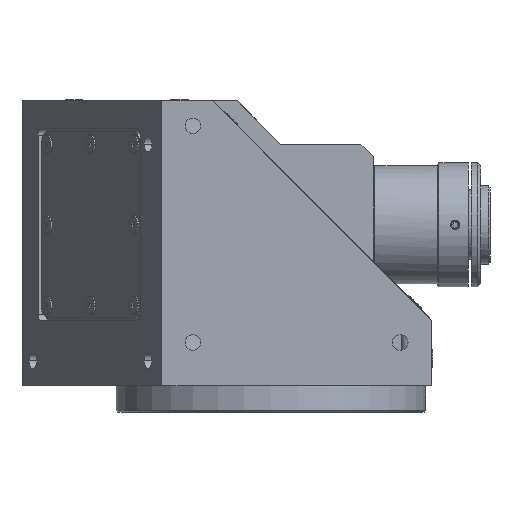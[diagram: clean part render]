
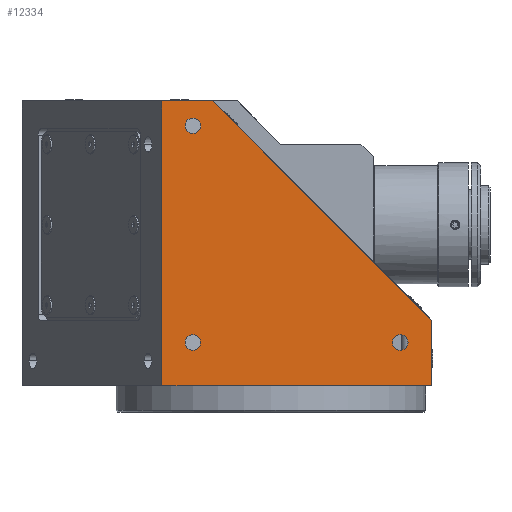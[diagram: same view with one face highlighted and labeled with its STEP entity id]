
A CAD part, front view. The second image highlights one B-rep face of the part: STEP entity #12334.
In plain terms, the highlighted planar face has unit normal (0, -1, 0).
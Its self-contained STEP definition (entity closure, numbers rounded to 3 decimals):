
#132 = VERTEX_POINT ( 'NONE', #12586 ) ;
#191 = EDGE_CURVE ( 'NONE', #132, #2264, #3589, .T. ) ;
#296 = VECTOR ( 'NONE', #3317, 1000. ) ;
#317 = DIRECTION ( 'NONE',  ( 0., 0., -1. ) ) ;
#379 = DIRECTION ( 'NONE',  ( 0., 0., -1. ) ) ;
#408 = DIRECTION ( 'NONE',  ( 0., 0., -1. ) ) ;
#525 = FACE_BOUND ( 'NONE', #8110, .T. ) ;
#623 = CARTESIAN_POINT ( 'NONE',  ( -25.185, -52., 274.192 ) ) ;
#630 = DIRECTION ( 'NONE',  ( 0., -1., 0. ) ) ;
#676 = ORIENTED_EDGE ( 'NONE', *, *, #3578, .F. ) ;
#1131 = CARTESIAN_POINT ( 'NONE',  ( -35.185, -52., 180.192 ) ) ;
#1191 = AXIS2_PLACEMENT_3D ( 'NONE', #12646, #2640, #379 ) ;
#1550 = PLANE ( 'NONE',  #1191 ) ;
#1683 = CIRCLE ( 'NONE', #3526, 2.5 ) ;
#1727 = CARTESIAN_POINT ( 'NONE',  ( 41.815, -52., 204.192 ) ) ;
#1992 = VERTEX_POINT ( 'NONE', #12688 ) ;
#2002 = EDGE_CURVE ( 'NONE', #1992, #2264, #10509, .T. ) ;
#2112 = EDGE_CURVE ( 'NONE', #2569, #9240, #8261, .T. ) ;
#2186 = EDGE_CURVE ( 'NONE', #9240, #2569, #6159, .T. ) ;
#2264 = VERTEX_POINT ( 'NONE', #6635 ) ;
#2402 = DIRECTION ( 'NONE',  ( 0., -1., 0. ) ) ;
#2403 = AXIS2_PLACEMENT_3D ( 'NONE', #12344, #2402, #4726 ) ;
#2460 = EDGE_LOOP ( 'NONE', ( #3860, #10116 ) ) ;
#2559 = VERTEX_POINT ( 'NONE', #4029 ) ;
#2569 = VERTEX_POINT ( 'NONE', #10863 ) ;
#2640 = DIRECTION ( 'NONE',  ( 0., -1., 0. ) ) ;
#2748 = ORIENTED_EDGE ( 'NONE', *, *, #10978, .T. ) ;
#2895 = DIRECTION ( 'NONE',  ( 1., 0., 0. ) ) ;
#3168 = CARTESIAN_POINT ( 'NONE',  ( -35.185, -52., 190.192 ) ) ;
#3317 = DIRECTION ( 'NONE',  ( 0., 0., 1. ) ) ;
#3526 = AXIS2_PLACEMENT_3D ( 'NONE', #1727, #630, #408 ) ;
#3578 = EDGE_CURVE ( 'NONE', #2559, #4115, #7708, .T. ) ;
#3589 = LINE ( 'NONE', #8150, #11452 ) ;
#3860 = ORIENTED_EDGE ( 'NONE', *, *, #2186, .F. ) ;
#4029 = CARTESIAN_POINT ( 'NONE',  ( -25.185, -52., 271.692 ) ) ;
#4115 = VERTEX_POINT ( 'NONE', #10915 ) ;
#4171 = CARTESIAN_POINT ( 'NONE',  ( 41.815, -52., 201.692 ) ) ;
#4198 = DIRECTION ( 'NONE',  ( 0., -1., 0. ) ) ;
#4267 = DIRECTION ( 'NONE',  ( 0., -1., 0. ) ) ;
#4315 = DIRECTION ( 'NONE',  ( 1., 0., 0. ) ) ;
#4726 = DIRECTION ( 'NONE',  ( 0., 0., -1. ) ) ;
#4734 = DIRECTION ( 'NONE',  ( 0., 0., 1. ) ) ;
#5238 = VERTEX_POINT ( 'NONE', #7163 ) ;
#5394 = LINE ( 'NONE', #3168, #13817 ) ;
#5862 = AXIS2_PLACEMENT_3D ( 'NONE', #623, #11653, #13986 ) ;
#6071 = EDGE_LOOP ( 'NONE', ( #2748, #10320, #7933, #13338, #9665 ) ) ;
#6159 = CIRCLE ( 'NONE', #9882, 2.5 ) ;
#6285 = DIRECTION ( 'NONE',  ( 0., 0., -1. ) ) ;
#6361 = CARTESIAN_POINT ( 'NONE',  ( -25.185, -52., 204.192 ) ) ;
#6613 = CARTESIAN_POINT ( 'NONE',  ( 52., -52., 180.192 ) ) ;
#6635 = CARTESIAN_POINT ( 'NONE',  ( -18.787, -52., 282.192 ) ) ;
#7024 = VERTEX_POINT ( 'NONE', #11869 ) ;
#7127 = FACE_OUTER_BOUND ( 'NONE', #6071, .T. ) ;
#7163 = CARTESIAN_POINT ( 'NONE',  ( -35.185, -52., 190.192 ) ) ;
#7708 = CIRCLE ( 'NONE', #5862, 2.5 ) ;
#7933 = ORIENTED_EDGE ( 'NONE', *, *, #2002, .F. ) ;
#8110 = EDGE_LOOP ( 'NONE', ( #676, #8899 ) ) ;
#8150 = CARTESIAN_POINT ( 'NONE',  ( -18.787, -52., 282.192 ) ) ;
#8166 = CARTESIAN_POINT ( 'NONE',  ( -25.185, -52., 201.692 ) ) ;
#8261 = CIRCLE ( 'NONE', #11736, 2.5 ) ;
#8348 = ORIENTED_EDGE ( 'NONE', *, *, #9215, .F. ) ;
#8658 = CIRCLE ( 'NONE', #2403, 2.5 ) ;
#8899 = ORIENTED_EDGE ( 'NONE', *, *, #13866, .F. ) ;
#9028 = CARTESIAN_POINT ( 'NONE',  ( 41.815, -52., 204.192 ) ) ;
#9215 = EDGE_CURVE ( 'NONE', #9676, #7024, #1683, .T. ) ;
#9240 = VERTEX_POINT ( 'NONE', #8166 ) ;
#9665 = ORIENTED_EDGE ( 'NONE', *, *, #10877, .T. ) ;
#9676 = VERTEX_POINT ( 'NONE', #4171 ) ;
#9812 = CARTESIAN_POINT ( 'NONE',  ( 52., -52., 190.192 ) ) ;
#9882 = AXIS2_PLACEMENT_3D ( 'NONE', #6361, #4198, #10809 ) ;
#10116 = ORIENTED_EDGE ( 'NONE', *, *, #2112, .F. ) ;
#10320 = ORIENTED_EDGE ( 'NONE', *, *, #191, .T. ) ;
#10509 = LINE ( 'NONE', #12615, #10578 ) ;
#10578 = VECTOR ( 'NONE', #2895, 1000. ) ;
#10677 = EDGE_CURVE ( 'NONE', #7024, #9676, #12402, .T. ) ;
#10784 = LINE ( 'NONE', #6613, #11724 ) ;
#10809 = DIRECTION ( 'NONE',  ( 0., 0., -1. ) ) ;
#10863 = CARTESIAN_POINT ( 'NONE',  ( -25.185, -52., 206.692 ) ) ;
#10877 = EDGE_CURVE ( 'NONE', #5238, #11285, #5394, .T. ) ;
#10915 = CARTESIAN_POINT ( 'NONE',  ( -25.185, -52., 276.692 ) ) ;
#10978 = EDGE_CURVE ( 'NONE', #11285, #132, #10784, .T. ) ;
#11001 = EDGE_LOOP ( 'NONE', ( #8348, #14279 ) ) ;
#11085 = LINE ( 'NONE', #1131, #296 ) ;
#11136 = DIRECTION ( 'NONE',  ( -0.707, 0., 0.707 ) ) ;
#11285 = VERTEX_POINT ( 'NONE', #9812 ) ;
#11452 = VECTOR ( 'NONE', #11136, 1000. ) ;
#11631 = FACE_BOUND ( 'NONE', #2460, .T. ) ;
#11653 = DIRECTION ( 'NONE',  ( 0., -1., 0. ) ) ;
#11724 = VECTOR ( 'NONE', #4734, 1000. ) ;
#11736 = AXIS2_PLACEMENT_3D ( 'NONE', #14216, #4267, #6285 ) ;
#11869 = CARTESIAN_POINT ( 'NONE',  ( 41.815, -52., 206.692 ) ) ;
#12334 = ADVANCED_FACE ( 'NONE', ( #525, #13667, #11631, #7127 ), #1550, .T. ) ;
#12344 = CARTESIAN_POINT ( 'NONE',  ( -25.185, -52., 274.192 ) ) ;
#12371 = DIRECTION ( 'NONE',  ( 0., -1., 0. ) ) ;
#12402 = CIRCLE ( 'NONE', #14277, 2.5 ) ;
#12586 = CARTESIAN_POINT ( 'NONE',  ( 52., -52., 211.405 ) ) ;
#12615 = CARTESIAN_POINT ( 'NONE',  ( -35.185, -52., 282.192 ) ) ;
#12646 = CARTESIAN_POINT ( 'NONE',  ( -35.185, -52., 180.192 ) ) ;
#12688 = CARTESIAN_POINT ( 'NONE',  ( -35.185, -52., 282.192 ) ) ;
#13338 = ORIENTED_EDGE ( 'NONE', *, *, #13384, .F. ) ;
#13384 = EDGE_CURVE ( 'NONE', #5238, #1992, #11085, .T. ) ;
#13667 = FACE_BOUND ( 'NONE', #11001, .T. ) ;
#13817 = VECTOR ( 'NONE', #4315, 1000. ) ;
#13866 = EDGE_CURVE ( 'NONE', #4115, #2559, #8658, .T. ) ;
#13986 = DIRECTION ( 'NONE',  ( 0., 0., -1. ) ) ;
#14216 = CARTESIAN_POINT ( 'NONE',  ( -25.185, -52., 204.192 ) ) ;
#14277 = AXIS2_PLACEMENT_3D ( 'NONE', #9028, #12371, #317 ) ;
#14279 = ORIENTED_EDGE ( 'NONE', *, *, #10677, .F. ) ;
